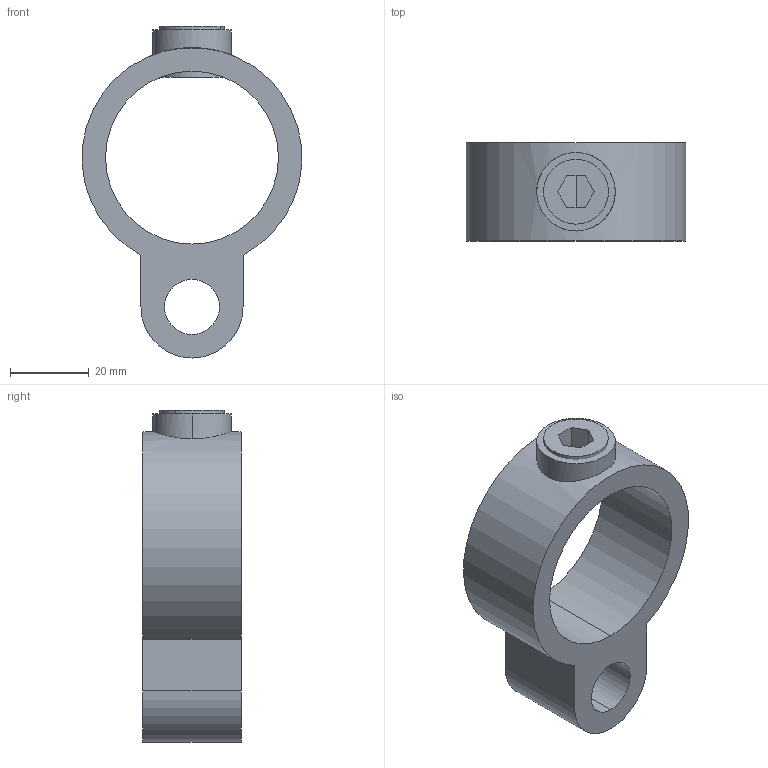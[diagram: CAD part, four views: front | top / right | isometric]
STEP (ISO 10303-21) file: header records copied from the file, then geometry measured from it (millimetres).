
FILE_DESCRIPTION (( 'STEP AP203' ), '1' );
FILE_NAME ('138-C42.step', '2015-09-17T16:19:45', ( '' ), ( '' ), 'SwSTEP 2.0', 'SolidWorks 2015', '' );
FILE_SCHEMA (( 'CONFIG_CONTROL_DESIGN' ));
Length unit declared in the file: millimetre
Products named in the file (3): 138-C42 Teil2_Zeichnung; 138-C42; 138-C42 Teil1_Zeichnung
Assembly tree (2 placements, depth 2):
  138-C42
    138-C42 Teil1_Zeichnung
    138-C42 Teil2_Zeichnung
Bounding box: 55.9 x 25 x 84.5 mm (x, y, z)
Volume: 35146 mm3; surface area: 14495.7 mm2
Topology: 2 solids, 2 shells, 26 faces, 66 edges, 44 vertices
Faces by surface type: cylinder 13, plane 13
Entity records: 1289 total; most frequent: CARTESIAN_POINT 329, DIRECTION 144, ORIENTED_EDGE 132, EDGE_CURVE 66, AXIS2_PLACEMENT_3D 53, VERTEX_POINT 44, LINE 38, VECTOR 38
